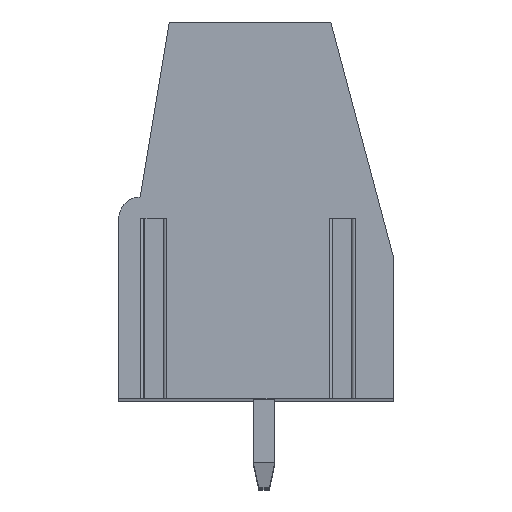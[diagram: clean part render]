
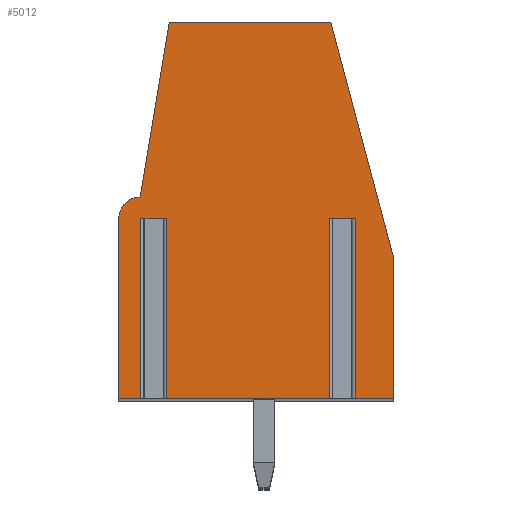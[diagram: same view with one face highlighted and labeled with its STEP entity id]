
A CAD part, top view. The second image highlights one B-rep face of the part: STEP entity #5012.
In plain terms, the highlighted planar face has unit normal (0, 0, 1).
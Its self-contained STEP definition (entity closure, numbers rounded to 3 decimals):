
#35=DIRECTION('',(1.,0.,0.));
#36=VECTOR('',#35,0.958);
#37=CARTESIAN_POINT('',(-3.979,1.095,48.75));
#38=LINE('',#37,#36);
#39=DIRECTION('',(0.,1.,0.));
#40=VECTOR('',#39,6.7);
#41=CARTESIAN_POINT('',(-3.979,-5.605,48.75));
#42=LINE('',#41,#40);
#43=DIRECTION('',(-1.,0.,0.));
#44=VECTOR('',#43,0.821);
#45=CARTESIAN_POINT('',(-3.979,-5.605,48.75));
#46=LINE('',#45,#44);
#47=DIRECTION('',(0.,1.,0.));
#48=VECTOR('',#47,6.7);
#49=CARTESIAN_POINT('',(-4.8,-5.605,48.75));
#50=LINE('',#49,#48);
#51=CARTESIAN_POINT('',(-4.,1.095,48.75));
#52=DIRECTION('',(0.,0.,-1.));
#53=DIRECTION('',(-1.,0.,0.));
#54=AXIS2_PLACEMENT_3D('',#51,#52,#53);
#56=DIRECTION('',(0.164,0.986,0.));
#57=VECTOR('',#56,6.589);
#58=CARTESIAN_POINT('',(-3.999,1.895,48.75));
#59=LINE('',#58,#57);
#60=DIRECTION('',(1.,0.,0.));
#61=VECTOR('',#60,6.);
#62=CARTESIAN_POINT('',(-2.92,8.395,48.75));
#63=LINE('',#62,#61);
#64=DIRECTION('',(0.258,-0.966,0.));
#65=VECTOR('',#64,9.004);
#66=CARTESIAN_POINT('',(3.08,8.395,48.75));
#67=LINE('',#66,#65);
#68=DIRECTION('',(0.,-1.,0.));
#69=VECTOR('',#68,5.3);
#70=CARTESIAN_POINT('',(5.4,-0.305,48.75));
#71=LINE('',#70,#69);
#72=DIRECTION('',(-1.,0.,0.));
#73=VECTOR('',#72,1.421);
#74=CARTESIAN_POINT('',(5.4,-5.605,48.75));
#75=LINE('',#74,#73);
#76=DIRECTION('',(0.,1.,0.));
#77=VECTOR('',#76,6.7);
#78=CARTESIAN_POINT('',(3.979,-5.605,48.75));
#79=LINE('',#78,#77);
#80=DIRECTION('',(1.,0.,0.));
#81=VECTOR('',#80,0.958);
#82=CARTESIAN_POINT('',(3.021,1.095,48.75));
#83=LINE('',#82,#81);
#84=DIRECTION('',(0.,1.,0.));
#85=VECTOR('',#84,6.7);
#86=CARTESIAN_POINT('',(3.021,-5.605,48.75));
#87=LINE('',#86,#85);
#88=DIRECTION('',(-1.,0.,0.));
#89=VECTOR('',#88,6.042);
#90=CARTESIAN_POINT('',(3.021,-5.605,48.75));
#91=LINE('',#90,#89);
#92=DIRECTION('',(0.,1.,0.));
#93=VECTOR('',#92,6.7);
#94=CARTESIAN_POINT('',(-3.021,-5.605,48.75));
#95=LINE('',#94,#93);
#3883=CARTESIAN_POINT('',(-3.999,1.895,48.75));
#3884=CARTESIAN_POINT('',(-2.92,8.395,48.75));
#3885=VERTEX_POINT('',#3883);
#3886=VERTEX_POINT('',#3884);
#3887=CARTESIAN_POINT('',(-4.8,1.095,48.75));
#3888=VERTEX_POINT('',#3887);
#3889=CARTESIAN_POINT('',(-4.8,-5.605,48.75));
#3890=VERTEX_POINT('',#3889);
#3891=CARTESIAN_POINT('',(5.4,-0.305,48.75));
#3892=CARTESIAN_POINT('',(5.4,-5.605,48.75));
#3893=VERTEX_POINT('',#3891);
#3894=VERTEX_POINT('',#3892);
#3895=CARTESIAN_POINT('',(3.08,8.395,48.75));
#3896=VERTEX_POINT('',#3895);
#3983=CARTESIAN_POINT('',(-3.979,1.095,48.75));
#3984=CARTESIAN_POINT('',(-3.021,1.095,48.75));
#3985=VERTEX_POINT('',#3983);
#3986=VERTEX_POINT('',#3984);
#3987=CARTESIAN_POINT('',(3.021,1.095,48.75));
#3988=CARTESIAN_POINT('',(3.979,1.095,48.75));
#3989=VERTEX_POINT('',#3987);
#3990=VERTEX_POINT('',#3988);
#3991=CARTESIAN_POINT('',(3.021,-5.605,48.75));
#3992=VERTEX_POINT('',#3991);
#3993=CARTESIAN_POINT('',(3.979,-5.605,48.75));
#3994=VERTEX_POINT('',#3993);
#3995=CARTESIAN_POINT('',(-3.979,-5.605,48.75));
#3996=VERTEX_POINT('',#3995);
#3997=CARTESIAN_POINT('',(-3.021,-5.605,48.75));
#3998=VERTEX_POINT('',#3997);
#4975=CARTESIAN_POINT('',(0.,0.,48.75));
#4976=DIRECTION('',(0.,0.,1.));
#4977=DIRECTION('',(1.,0.,0.));
#4978=AXIS2_PLACEMENT_3D('',#4975,#4976,#4977);
#4979=PLANE('',#4978);
#4981=ORIENTED_EDGE('',*,*,#4980,.F.);
#4983=ORIENTED_EDGE('',*,*,#4982,.F.);
#4985=ORIENTED_EDGE('',*,*,#4984,.T.);
#4987=ORIENTED_EDGE('',*,*,#4986,.T.);
#4989=ORIENTED_EDGE('',*,*,#4988,.T.);
#4991=ORIENTED_EDGE('',*,*,#4990,.T.);
#4993=ORIENTED_EDGE('',*,*,#4992,.T.);
#4995=ORIENTED_EDGE('',*,*,#4994,.T.);
#4997=ORIENTED_EDGE('',*,*,#4996,.T.);
#4999=ORIENTED_EDGE('',*,*,#4998,.T.);
#5001=ORIENTED_EDGE('',*,*,#5000,.T.);
#5003=ORIENTED_EDGE('',*,*,#5002,.F.);
#5005=ORIENTED_EDGE('',*,*,#5004,.F.);
#5007=ORIENTED_EDGE('',*,*,#5006,.T.);
#5009=ORIENTED_EDGE('',*,*,#5008,.T.);
#5010=EDGE_LOOP('',(#4981,#4983,#4985,#4987,#4989,#4991,#4993,#4995,#4997,#4999,
#5001,#5003,#5005,#5007,#5009));
#5011=FACE_OUTER_BOUND('',#5010,.F.);
#55=CIRCLE('',#54,0.8);
#4980=EDGE_CURVE('',#3985,#3986,#38,.T.);
#4982=EDGE_CURVE('',#3996,#3985,#42,.T.);
#4984=EDGE_CURVE('',#3996,#3890,#46,.T.);
#4986=EDGE_CURVE('',#3890,#3888,#50,.T.);
#4988=EDGE_CURVE('',#3888,#3885,#55,.T.);
#4990=EDGE_CURVE('',#3885,#3886,#59,.T.);
#4992=EDGE_CURVE('',#3886,#3896,#63,.T.);
#4994=EDGE_CURVE('',#3896,#3893,#67,.T.);
#4996=EDGE_CURVE('',#3893,#3894,#71,.T.);
#4998=EDGE_CURVE('',#3894,#3994,#75,.T.);
#5000=EDGE_CURVE('',#3994,#3990,#79,.T.);
#5002=EDGE_CURVE('',#3989,#3990,#83,.T.);
#5004=EDGE_CURVE('',#3992,#3989,#87,.T.);
#5006=EDGE_CURVE('',#3992,#3998,#91,.T.);
#5008=EDGE_CURVE('',#3998,#3986,#95,.T.);
#5012=ADVANCED_FACE('',(#5011),#4979,.T.);
